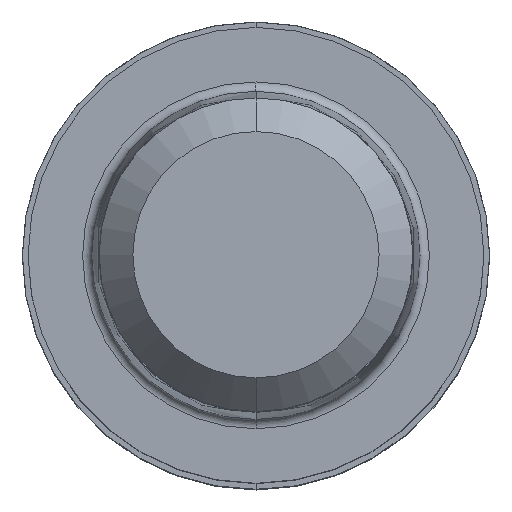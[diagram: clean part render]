
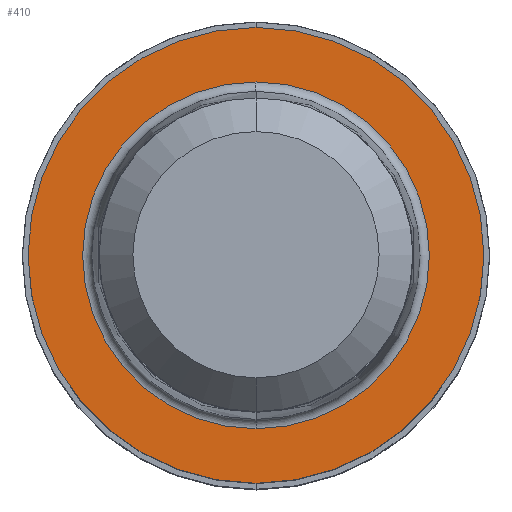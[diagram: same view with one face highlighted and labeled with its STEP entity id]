
A CAD part, top view. The second image highlights one B-rep face of the part: STEP entity #410.
In plain terms, the highlighted planar face has unit normal (0, 0, 1).
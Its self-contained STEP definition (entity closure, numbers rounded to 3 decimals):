
#170=EDGE_CURVE('',#380,#372,#459,.T.);
#190=VERTEX_POINT('',#482);
#204=VERTEX_POINT('',#496);
#366=EDGE_CURVE('',#190,#204,#678,.T.);
#372=VERTEX_POINT('',#684);
#380=VERTEX_POINT('',#693);
#410=ADVANCED_FACE('',(#733,#734),#735,.T.);
#416=EDGE_CURVE('',#372,#380,#742,.T.);
#430=EDGE_CURVE('',#204,#190,#756,.T.);
#459=CIRCLE('',#780,5.85);
#482=CARTESIAN_POINT('',(0.0,4.45,0.01));
#496=CARTESIAN_POINT('',(0.,-4.45,0.01));
#678=CIRCLE('',#1058,4.45);
#684=CARTESIAN_POINT('',(0.,-5.85,0.01));
#693=CARTESIAN_POINT('',(0.0,5.85,0.01));
#733=FACE_OUTER_BOUND('',#1122,.T.);
#734=FACE_BOUND('',#1123,.T.);
#735=PLANE('',#1124);
#742=CIRCLE('',#1134,5.85);
#756=CIRCLE('',#1154,4.45);
#780=AXIS2_PLACEMENT_3D('',#1167,#1168,#1169);
#1058=AXIS2_PLACEMENT_3D('',#1433,#1434,#1435);
#1122=EDGE_LOOP('',(#1530,#1531));
#1123=EDGE_LOOP('',(#1532,#1533));
#1124=AXIS2_PLACEMENT_3D('',#1534,#1535,#1536);
#1134=AXIS2_PLACEMENT_3D('',#1546,#1547,#1548);
#1154=AXIS2_PLACEMENT_3D('',#1554,#1555,#1556);
#1167=CARTESIAN_POINT('',(0.0,0.0,0.01));
#1168=DIRECTION('',(0.0,0.0,-1.0));
#1169=DIRECTION('',(0.0,1.0,0.0));
#1433=CARTESIAN_POINT('',(0.0,0.0,0.01));
#1434=DIRECTION('',(0.0,0.0,-1.0));
#1435=DIRECTION('',(0.0,1.0,0.0));
#1530=ORIENTED_EDGE('',*,*,#170,.F.);
#1531=ORIENTED_EDGE('',*,*,#416,.F.);
#1532=ORIENTED_EDGE('',*,*,#366,.T.);
#1533=ORIENTED_EDGE('',*,*,#430,.T.);
#1534=CARTESIAN_POINT('',(0.0,2.925,0.01));
#1535=DIRECTION('',(-0.0,0.0,1.0));
#1536=DIRECTION('',(0.0,-1.0,0.0));
#1546=CARTESIAN_POINT('',(0.0,0.0,0.01));
#1547=DIRECTION('',(0.0,0.0,-1.0));
#1548=DIRECTION('',(0.0,1.0,0.0));
#1554=CARTESIAN_POINT('',(0.0,0.0,0.01));
#1555=DIRECTION('',(0.0,0.0,-1.0));
#1556=DIRECTION('',(0.0,1.0,0.0));
